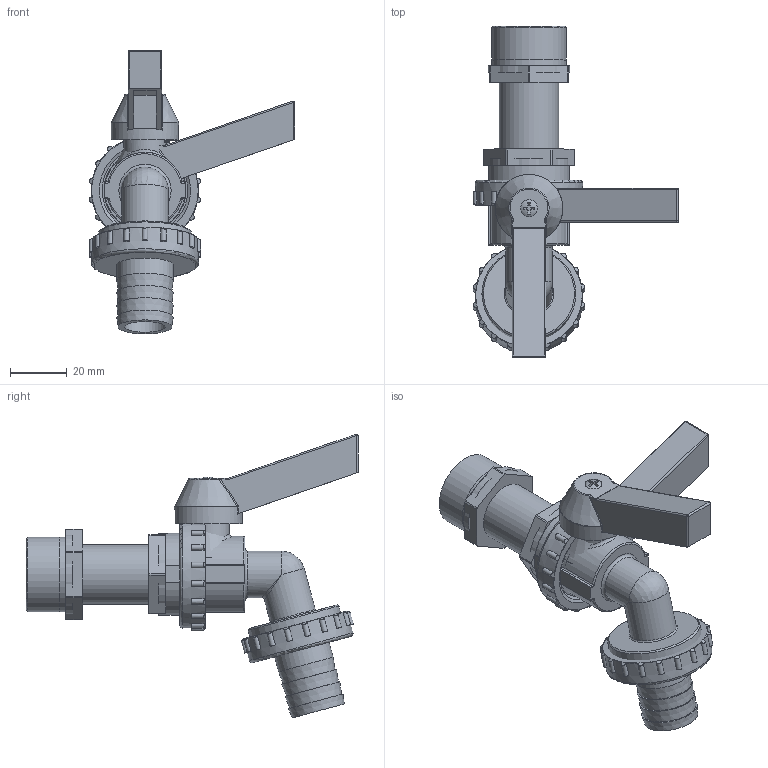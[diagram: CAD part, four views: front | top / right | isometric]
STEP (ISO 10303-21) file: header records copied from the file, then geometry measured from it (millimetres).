
FILE_DESCRIPTION( ( 'Unknown' ), '1' );
FILE_NAME( '8.450.020.stp', 'Unknown', ( 'Unknown' ), ( 'Unknown' ), 'PSStep 13.0', 'Unknown', ' ' );
FILE_SCHEMA( ( 'AUTOMOTIVE_DESIGN { 1 0 10303 214 1 1 1 1 }' ) );
Length unit declared in the file: millimetre
Products named in the file (8): Assem1; Spindel_DN15-DN20; Griff_DN15-DN20; Linsenkopfschraube M4x8; Körper_DN20; Einschraubteil_DN20; Auslauf_DN20; Überwurfmutter-1
Bounding box: 72.71 x 117.5 x 100.39 mm (x, y, z)
Volume: 93413.2 mm3; surface area: 68327.5 mm2
Topology: 14 solids, 14 shells, 550 faces, 1316 edges, 838 vertices
Faces by surface type: plane 232, cylinder 200, cone 44, torus 38, bspline 22, sphere 14
Full cylindrical faces by diameter (mm): 3.242 x2, 4 x2, 5 x2, 5.7 x4, 6 x2, 6.6 x2, 8 x8, 9.5 x2, 10 x2, 12.5 x6, 14.5 x4, 15 x2, 16 x2, 16.5 x4, 18 x6, 20 x4, 20.376 x4, 20.5 x2, 21 x4, 22.5 x2, 24 x6, 26.441 x4, 26.5 x2, 28.5 x2, 29 x2, 30.291 x4, 33.249 x2, 38 x2
Entity records: 11352 total; most frequent: CARTESIAN_POINT 3093, DIRECTION 1312, ORIENTED_EDGE 1094, AXIS2_PLACEMENT_3D 557, EDGE_CURVE 547, EDGE_LOOP 388, VERTEX_POINT 387, FACE_OUTER_BOUND 326
